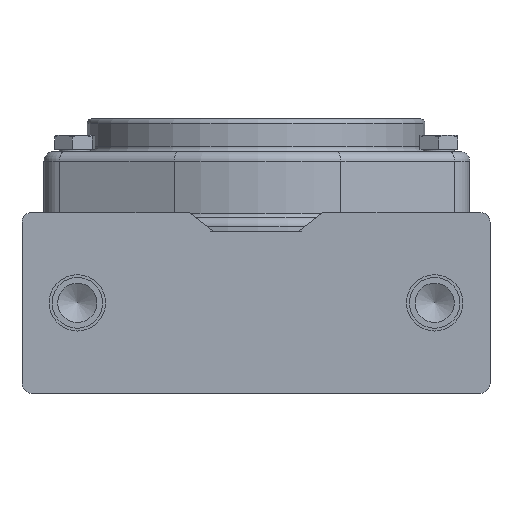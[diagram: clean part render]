
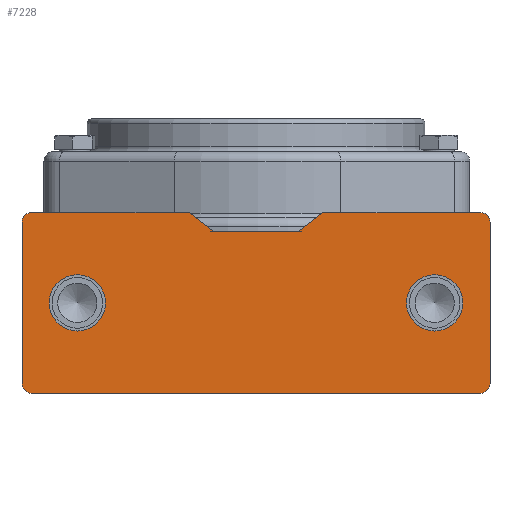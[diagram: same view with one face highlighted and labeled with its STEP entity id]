
A CAD part, front view. The second image highlights one B-rep face of the part: STEP entity #7228.
In plain terms, the highlighted planar face has unit normal (0, -1, 0).
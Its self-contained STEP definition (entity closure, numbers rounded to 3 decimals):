
#794=LINE($,#12010,#1121);
#895=LINE($,#13121,#1222);
#909=LINE($,#13202,#1236);
#912=LINE($,#13219,#1239);
#914=LINE($,#13224,#1241);
#916=LINE($,#13230,#1243);
#917=LINE($,#13233,#1244);
#918=LINE($,#13237,#1245);
#1121=VECTOR($,#9352,95.808);
#1222=VECTOR($,#10109,6.506);
#1236=VECTOR($,#10149,18.179);
#1239=VECTOR($,#10166,33.683);
#1241=VECTOR($,#10172,6.506);
#1243=VECTOR($,#10178,34.5);
#1244=VECTOR($,#10181,33.683);
#1245=VECTOR($,#10184,34.5);
#1416=PLANE($,#8116);
#1612=FACE_BOUND($,#2738,.T.);
#1613=FACE_BOUND($,#2739,.T.);
#2146=FACE_OUTER_BOUND($,#2737,.T.);
#2737=EDGE_LOOP($,(#6605,#6606,#6607,#6608,#6609,#6610,#6611,#6612,#6613,
#6614,#6615,#6616));
#2738=EDGE_LOOP($,(#6617));
#2739=EDGE_LOOP($,(#6618));
#3213=CIRCLE($,#8109,6.);
#3215=CIRCLE($,#8112,6.);
#3216=CIRCLE($,#8117,2.);
#3217=CIRCLE($,#8118,2.);
#3218=CIRCLE($,#8119,2.);
#3219=CIRCLE($,#8120,2.);
#3631=VERTEX_POINT($,#12006);
#3633=VERTEX_POINT($,#12009);
#3846=VERTEX_POINT($,#13118);
#3847=VERTEX_POINT($,#13120);
#3861=VERTEX_POINT($,#13200);
#3863=VERTEX_POINT($,#13207);
#3865=VERTEX_POINT($,#13212);
#3867=VERTEX_POINT($,#13216);
#3868=VERTEX_POINT($,#13218);
#3870=VERTEX_POINT($,#13227);
#3871=VERTEX_POINT($,#13229);
#3872=VERTEX_POINT($,#13231);
#3873=VERTEX_POINT($,#13234);
#3874=VERTEX_POINT($,#13236);
#4432=EDGE_CURVE($,#3633,#3631,#794,.T.);
#4761=EDGE_CURVE($,#3846,#3847,#895,.T.);
#4784=EDGE_CURVE($,#3846,#3861,#909,.T.);
#4787=EDGE_CURVE($,#3863,#3863,#3213,.T.);
#4789=EDGE_CURVE($,#3865,#3865,#3215,.T.);
#4791=EDGE_CURVE($,#3867,#3868,#912,.T.);
#4794=EDGE_CURVE($,#3868,#3861,#914,.T.);
#4796=EDGE_CURVE($,#3870,#3631,#3216,.T.);
#4797=EDGE_CURVE($,#3870,#3871,#916,.T.);
#4798=EDGE_CURVE($,#3871,#3872,#3217,.T.);
#4799=EDGE_CURVE($,#3847,#3872,#917,.T.);
#4800=EDGE_CURVE($,#3867,#3873,#3218,.T.);
#4801=EDGE_CURVE($,#3873,#3874,#918,.T.);
#4802=EDGE_CURVE($,#3633,#3874,#3219,.T.);
#6605=ORIENTED_EDGE($,*,*,#4796,.F.);
#6606=ORIENTED_EDGE($,*,*,#4797,.T.);
#6607=ORIENTED_EDGE($,*,*,#4798,.T.);
#6608=ORIENTED_EDGE($,*,*,#4799,.F.);
#6609=ORIENTED_EDGE($,*,*,#4761,.F.);
#6610=ORIENTED_EDGE($,*,*,#4784,.T.);
#6611=ORIENTED_EDGE($,*,*,#4794,.F.);
#6612=ORIENTED_EDGE($,*,*,#4791,.F.);
#6613=ORIENTED_EDGE($,*,*,#4800,.T.);
#6614=ORIENTED_EDGE($,*,*,#4801,.T.);
#6615=ORIENTED_EDGE($,*,*,#4802,.F.);
#6616=ORIENTED_EDGE($,*,*,#4432,.T.);
#6617=ORIENTED_EDGE($,*,*,#4787,.T.);
#6618=ORIENTED_EDGE($,*,*,#4789,.T.);
#7228=ADVANCED_FACE($,(#2146,#1612,#1613),#1416,.T.);
#8109=AXIS2_PLACEMENT_3D($,#13208,#10155,#10156);
#8112=AXIS2_PLACEMENT_3D($,#13213,#10161,#10162);
#8116=AXIS2_PLACEMENT_3D($,#13226,#10174,#10175);
#8117=AXIS2_PLACEMENT_3D($,#13228,#10176,#10177);
#8118=AXIS2_PLACEMENT_3D($,#13232,#10179,#10180);
#8119=AXIS2_PLACEMENT_3D($,#13235,#10182,#10183);
#8120=AXIS2_PLACEMENT_3D($,#13238,#10185,#10186);
#9352=DIRECTION($,(1.,0.,0.));
#10109=DIRECTION($,(0.789,0.,0.615));
#10149=DIRECTION($,(-1.,0.,0.));
#10155=DIRECTION('center_axis',(0.,1.,0.));
#10156=DIRECTION('ref_axis',(1.,0.,0.));
#10161=DIRECTION('center_axis',(0.,1.,0.));
#10162=DIRECTION('ref_axis',(1.,0.,0.));
#10166=DIRECTION($,(1.,0.,0.));
#10172=DIRECTION($,(0.789,0.,-0.615));
#10174=DIRECTION('center_axis',(0.,-1.,0.));
#10175=DIRECTION('ref_axis',(0.,0.,-1.));
#10176=DIRECTION('center_axis',(0.,1.,0.));
#10177=DIRECTION('ref_axis',(0.707,0.,-0.707));
#10178=DIRECTION($,(0.,0.,1.));
#10179=DIRECTION('center_axis',(0.,-1.,0.));
#10180=DIRECTION('ref_axis',(-1.,0.,0.));
#10181=DIRECTION($,(1.,0.,0.));
#10182=DIRECTION('center_axis',(0.,-1.,0.));
#10183=DIRECTION('ref_axis',(0.,0.,-1.));
#10184=DIRECTION($,(0.,0.,-1.));
#10185=DIRECTION('center_axis',(0.,1.,0.));
#10186=DIRECTION('ref_axis',(-0.707,0.,-0.707));
#12006=CARTESIAN_POINT('',(32.812,-49.544,-104.436));
#12009=CARTESIAN_POINT('',(-62.996,-49.544,-104.436));
#12010=CARTESIAN_POINT($,(-95.092,-49.544,-104.436));
#13118=CARTESIAN_POINT('',(-6.003,-49.544,-69.936));
#13120=CARTESIAN_POINT('',(-0.872,-49.544,-65.936));
#13121=CARTESIAN_POINT($,(-31.543,-49.544,-89.847));
#13200=CARTESIAN_POINT('',(-24.182,-49.544,-69.936));
#13202=CARTESIAN_POINT($,(-55.092,-49.544,-69.936));
#13207=CARTESIAN_POINT('',(-47.192,-49.544,-85.186));
#13208=CARTESIAN_POINT('Origin',(-53.192,-49.544,-85.186));
#13212=CARTESIAN_POINT('',(29.008,-49.544,-85.186));
#13213=CARTESIAN_POINT('Origin',(23.008,-49.544,-85.186));
#13216=CARTESIAN_POINT('',(-62.996,-49.544,-65.936));
#13218=CARTESIAN_POINT('',(-29.313,-49.544,-65.936));
#13219=CARTESIAN_POINT($,(-95.092,-49.544,-65.936));
#13224=CARTESIAN_POINT($,(-54.615,-49.544,-46.21));
#13226=CARTESIAN_POINT('Origin',(-95.092,-49.544,-65.936));
#13227=CARTESIAN_POINT('',(34.812,-49.544,-102.436));
#13228=CARTESIAN_POINT('Origin',(32.812,-49.544,-102.436));
#13229=CARTESIAN_POINT('',(34.812,-49.544,-67.936));
#13230=CARTESIAN_POINT($,(34.812,-49.544,-85.186));
#13231=CARTESIAN_POINT('',(32.812,-49.544,-65.936));
#13232=CARTESIAN_POINT('Origin',(32.812,-49.544,-67.936));
#13233=CARTESIAN_POINT($,(-95.092,-49.544,-65.936));
#13234=CARTESIAN_POINT('',(-64.996,-49.544,-67.936));
#13235=CARTESIAN_POINT('Origin',(-62.996,-49.544,-67.936));
#13236=CARTESIAN_POINT('',(-64.996,-49.544,-102.436));
#13237=CARTESIAN_POINT($,(-64.996,-49.544,-85.186));
#13238=CARTESIAN_POINT('Origin',(-62.996,-49.544,-102.436));
